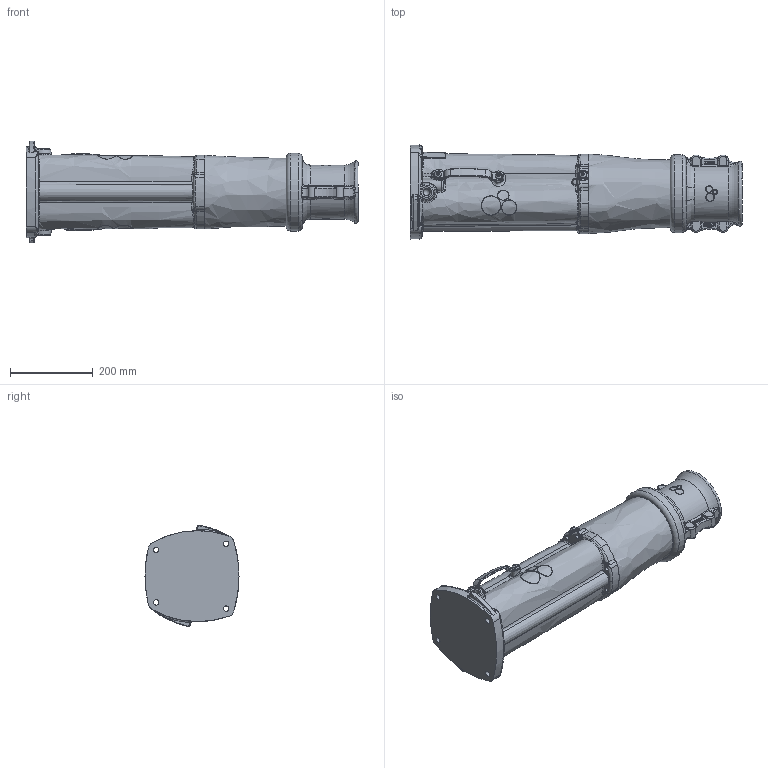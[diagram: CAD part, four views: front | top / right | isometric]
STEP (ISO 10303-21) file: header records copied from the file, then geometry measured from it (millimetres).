
FILE_DESCRIPTION(/* description */ (''),/* implementation_level */ '2;1');
FILE_NAME(/* name */ 'RS848_SLD Body with KA MET Style Large Gland RS1867 _SLD.stp',/* time_stamp */ '2022-09-10T15:53:22+10:00',/* author */ ('a.tao491'),/* organization */ (''),/* preprocessor_version */ 'ST-DEVELOPER v16.5',/* originating_system */ 'Autodesk Inventor 2017',/* authorisation */ '');
FILE_SCHEMA (('AUTOMOTIVE_DESIGN { 1 0 10303 214 3 1 1 }'));
Products named in the file (9): RS848_SLD Body with KA MET Style Large Gland RS1867 _SLD; RS848_SLD; 1216; 1221; Part3; 2235_SLD; RS1867_SLD; 2226_SLD; 2246_SLD
Assembly tree (13 placements, depth 3):
  RS848_SLD Body with KA MET Style Large Gland RS1867 _SLD
    RS848_SLD
      1216  x5
      1221
      Part3  x2
      2235_SLD
    RS1867_SLD
      2226_SLD
      2246_SLD
Bounding box: 802.99 x 227.45 x 245.13 mm (x, y, z)
Volume: 18204528.6 mm3; surface area: 702216.9 mm2
Topology: 11 solids, 11 shells, 2632 faces, 6095 edges, 3481 vertices
Faces by surface type: bspline 864, cylinder 808, plane 371, torus 329, sphere 209, cone 51
Full cylindrical faces by diameter (mm): 7.798 x5, 9.45 x5, 10 x6, 11 x4, 11.1 x1, 13 x4, 16.3 x5, 19.7 x1, 164 x1, 188 x1
Entity records: 105011 total; most frequent: CARTESIAN_POINT 52444, ORIENTED_EDGE 11224, DIRECTION 10297, EDGE_CURVE 5612, AXIS2_PLACEMENT_3D 4383, VERTEX_POINT 3247, CIRCLE 2575, EDGE_LOOP 2565
